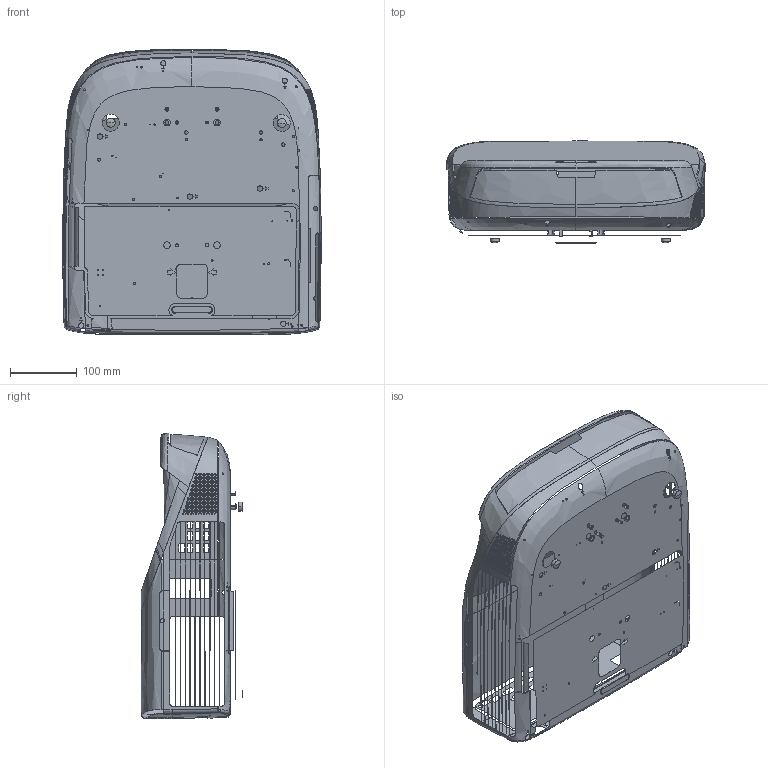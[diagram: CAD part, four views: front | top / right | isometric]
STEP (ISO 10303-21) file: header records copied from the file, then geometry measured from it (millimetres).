
FILE_DESCRIPTION((''),'2;1');
FILE_NAME('SINGLE','2020-05-13T',('ChenPet'),(''),'PRO/ENGINEER BY PARAMETRIC TECHNOLOGY CORPORATION, 2009440','PRO/ENGINEER BY PARAMETRIC TECHNOLOGY CORPORATION, 2009440','');
FILE_SCHEMA(('CONFIG_CONTROL_DESIGN'));
Products named in the file (1): SINGLE
Bounding box: 387.66 x 152.73 x 428.3 mm (x, y, z)
Surface area: 398977.7 mm2 (no closed solid volume)
Topology: 0 solids, 62 shells, 134 faces, 2490 edges, 2404 vertices
Faces by surface type: bspline 94, plane 17, cylinder 16, sphere 4, torus 3
Entity records: 37983 total; most frequent: CARTESIAN_POINT 24606, ORIENTED_EDGE 2617, EDGE_CURVE 2485, VERTEX_POINT 2404, B_SPLINE_CURVE_WITH_KNOTS 2036, EDGE_LOOP 905, DIRECTION 781, FACE_BOUND 771
